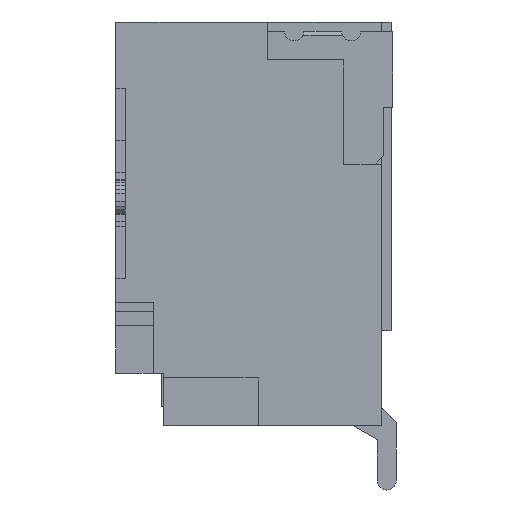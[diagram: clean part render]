
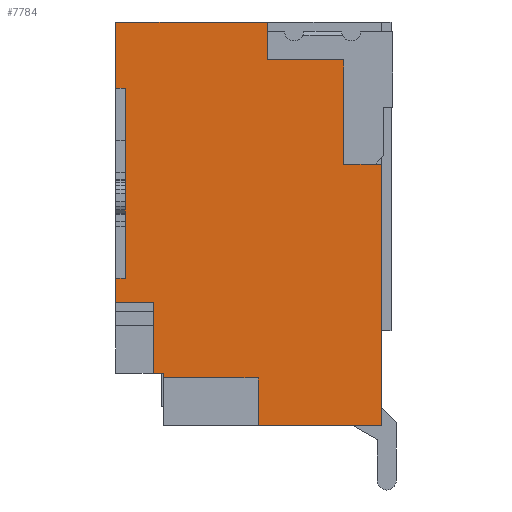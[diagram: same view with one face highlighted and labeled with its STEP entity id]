
A CAD part, left-side view. The second image highlights one B-rep face of the part: STEP entity #7784.
In plain terms, the highlighted planar face has unit normal (-1, 0, 0).
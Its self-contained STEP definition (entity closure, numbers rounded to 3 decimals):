
#2=DIRECTION('',(0.,0.,1.));
#3=VECTOR('',#2,2.);
#4=CARTESIAN_POINT('',(-3.,2.8,-2.7));
#5=LINE('',#4,#3);
#222=DIRECTION('',(0.,-1.,0.));
#223=VECTOR('',#222,0.1);
#224=CARTESIAN_POINT('',(-3.,2.9,-2.7));
#225=LINE('',#224,#223);
#238=DIRECTION('',(0.,0.,1.));
#239=VECTOR('',#238,0.7);
#240=CARTESIAN_POINT('',(-3.,2.9,-0.7));
#241=LINE('',#240,#239);
#246=DIRECTION('',(0.,0.,1.));
#247=VECTOR('',#246,0.25);
#248=CARTESIAN_POINT('',(-3.,2.9,-2.95));
#249=LINE('',#248,#247);
#262=DIRECTION('',(0.,-1.,0.));
#263=VECTOR('',#262,1.6);
#264=CARTESIAN_POINT('',(-3.,2.9,0.));
#265=LINE('',#264,#263);
#652=DIRECTION('',(0.,0.,-1.));
#653=VECTOR('',#652,2.75);
#654=CARTESIAN_POINT('',(-3.,0.1,-1.5));
#655=LINE('',#654,#653);
#2205=DIRECTION('',(0.,1.,0.));
#2206=VECTOR('',#2205,0.4);
#2207=CARTESIAN_POINT('',(-3.,2.5,-2.95));
#2208=LINE('',#2207,#2206);
#2217=DIRECTION('',(0.,0.,1.));
#2218=VECTOR('',#2217,0.75);
#2219=CARTESIAN_POINT('',(-3.,2.5,-3.7));
#2220=LINE('',#2219,#2218);
#2310=DIRECTION('',(0.,1.,0.));
#2311=VECTOR('',#2310,0.1);
#2312=CARTESIAN_POINT('',(-3.,2.4,-3.7));
#2313=LINE('',#2312,#2311);
#2322=DIRECTION('',(0.,0.,1.));
#2323=VECTOR('',#2322,0.05);
#2324=CARTESIAN_POINT('',(-3.,2.4,-3.75));
#2325=LINE('',#2324,#2323);
#2334=DIRECTION('',(0.,1.,0.));
#2335=VECTOR('',#2334,1.);
#2336=CARTESIAN_POINT('',(-3.,1.4,-3.75));
#2337=LINE('',#2336,#2335);
#2342=DIRECTION('',(0.,0.,1.));
#2343=VECTOR('',#2342,0.5);
#2344=CARTESIAN_POINT('',(-3.,1.4,-4.25));
#2345=LINE('',#2344,#2343);
#2402=DIRECTION('',(0.,1.,0.));
#2403=VECTOR('',#2402,1.3);
#2404=CARTESIAN_POINT('',(-3.,0.1,-4.25));
#2405=LINE('',#2404,#2403);
#4580=DIRECTION('',(0.,-1.,0.));
#4581=VECTOR('',#4580,0.4);
#4582=CARTESIAN_POINT('',(-3.,0.5,-1.5));
#4583=LINE('',#4582,#4581);
#4608=DIRECTION('',(0.,0.,-1.));
#4609=VECTOR('',#4608,1.1);
#4610=CARTESIAN_POINT('',(-3.,0.5,-0.4));
#4611=LINE('',#4610,#4609);
#4817=DIRECTION('',(0.,0.,-1.));
#4818=VECTOR('',#4817,0.4);
#4819=CARTESIAN_POINT('',(-3.,1.3,0.));
#4820=LINE('',#4819,#4818);
#4867=DIRECTION('',(0.,-1.,0.));
#4868=VECTOR('',#4867,0.8);
#4869=CARTESIAN_POINT('',(-3.,1.3,-0.4));
#4870=LINE('',#4869,#4868);
#5410=DIRECTION('',(0.,1.,0.));
#5411=VECTOR('',#5410,0.1);
#5412=CARTESIAN_POINT('',(-3.,2.8,-0.7));
#5413=LINE('',#5412,#5411);
#5870=CARTESIAN_POINT('',(-3.,2.8,-0.7));
#5871=CARTESIAN_POINT('',(-3.,2.9,-0.7));
#5872=VERTEX_POINT('',#5870);
#5873=VERTEX_POINT('',#5871);
#5874=CARTESIAN_POINT('',(-3.,2.9,0.));
#5875=VERTEX_POINT('',#5874);
#5876=CARTESIAN_POINT('',(-3.,1.3,0.));
#5877=VERTEX_POINT('',#5876);
#5878=CARTESIAN_POINT('',(-3.,1.3,-0.4));
#5879=VERTEX_POINT('',#5878);
#5880=CARTESIAN_POINT('',(-3.,0.5,-0.4));
#5881=VERTEX_POINT('',#5880);
#5882=CARTESIAN_POINT('',(-3.,0.5,-1.5));
#5883=VERTEX_POINT('',#5882);
#5884=CARTESIAN_POINT('',(-3.,0.1,-1.5));
#5885=VERTEX_POINT('',#5884);
#5886=CARTESIAN_POINT('',(-3.,0.1,-4.25));
#5887=VERTEX_POINT('',#5886);
#5888=CARTESIAN_POINT('',(-3.,1.4,-4.25));
#5889=VERTEX_POINT('',#5888);
#5890=CARTESIAN_POINT('',(-3.,1.4,-3.75));
#5891=VERTEX_POINT('',#5890);
#5892=CARTESIAN_POINT('',(-3.,2.4,-3.75));
#5893=VERTEX_POINT('',#5892);
#5894=CARTESIAN_POINT('',(-3.,2.4,-3.7));
#5895=VERTEX_POINT('',#5894);
#5896=CARTESIAN_POINT('',(-3.,2.5,-3.7));
#5897=VERTEX_POINT('',#5896);
#5898=CARTESIAN_POINT('',(-3.,2.5,-2.95));
#5899=VERTEX_POINT('',#5898);
#5900=CARTESIAN_POINT('',(-3.,2.9,-2.95));
#5901=VERTEX_POINT('',#5900);
#5902=CARTESIAN_POINT('',(-3.,2.9,-2.7));
#5903=VERTEX_POINT('',#5902);
#5904=CARTESIAN_POINT('',(-3.,2.8,-2.7));
#5905=VERTEX_POINT('',#5904);
#7741=CARTESIAN_POINT('',(-3.,1.5,-2.125));
#7742=DIRECTION('',(1.,0.,0.));
#7743=DIRECTION('',(0.,0.,-1.));
#7744=AXIS2_PLACEMENT_3D('',#7741,#7742,#7743);
#7745=PLANE('',#7744);
#7747=ORIENTED_EDGE('',*,*,#7746,.T.);
#7749=ORIENTED_EDGE('',*,*,#7748,.T.);
#7751=ORIENTED_EDGE('',*,*,#7750,.T.);
#7753=ORIENTED_EDGE('',*,*,#7752,.T.);
#7755=ORIENTED_EDGE('',*,*,#7754,.T.);
#7757=ORIENTED_EDGE('',*,*,#7756,.T.);
#7759=ORIENTED_EDGE('',*,*,#7758,.T.);
#7761=ORIENTED_EDGE('',*,*,#7760,.T.);
#7763=ORIENTED_EDGE('',*,*,#7762,.T.);
#7765=ORIENTED_EDGE('',*,*,#7764,.T.);
#7767=ORIENTED_EDGE('',*,*,#7766,.T.);
#7769=ORIENTED_EDGE('',*,*,#7768,.T.);
#7771=ORIENTED_EDGE('',*,*,#7770,.T.);
#7773=ORIENTED_EDGE('',*,*,#7772,.T.);
#7775=ORIENTED_EDGE('',*,*,#7774,.T.);
#7777=ORIENTED_EDGE('',*,*,#7776,.T.);
#7779=ORIENTED_EDGE('',*,*,#7778,.T.);
#7781=ORIENTED_EDGE('',*,*,#7780,.T.);
#7782=EDGE_LOOP('',(#7747,#7749,#7751,#7753,#7755,#7757,#7759,#7761,#7763,#7765,
#7767,#7769,#7771,#7773,#7775,#7777,#7779,#7781));
#7783=FACE_OUTER_BOUND('',#7782,.F.);
#7746=EDGE_CURVE('',#5905,#5872,#5,.T.);
#7748=EDGE_CURVE('',#5872,#5873,#5413,.T.);
#7750=EDGE_CURVE('',#5873,#5875,#241,.T.);
#7752=EDGE_CURVE('',#5875,#5877,#265,.T.);
#7754=EDGE_CURVE('',#5877,#5879,#4820,.T.);
#7756=EDGE_CURVE('',#5879,#5881,#4870,.T.);
#7758=EDGE_CURVE('',#5881,#5883,#4611,.T.);
#7760=EDGE_CURVE('',#5883,#5885,#4583,.T.);
#7762=EDGE_CURVE('',#5885,#5887,#655,.T.);
#7764=EDGE_CURVE('',#5887,#5889,#2405,.T.);
#7766=EDGE_CURVE('',#5889,#5891,#2345,.T.);
#7768=EDGE_CURVE('',#5891,#5893,#2337,.T.);
#7770=EDGE_CURVE('',#5893,#5895,#2325,.T.);
#7772=EDGE_CURVE('',#5895,#5897,#2313,.T.);
#7774=EDGE_CURVE('',#5897,#5899,#2220,.T.);
#7776=EDGE_CURVE('',#5899,#5901,#2208,.T.);
#7778=EDGE_CURVE('',#5901,#5903,#249,.T.);
#7780=EDGE_CURVE('',#5903,#5905,#225,.T.);
#7784=ADVANCED_FACE('',(#7783),#7745,.F.);
